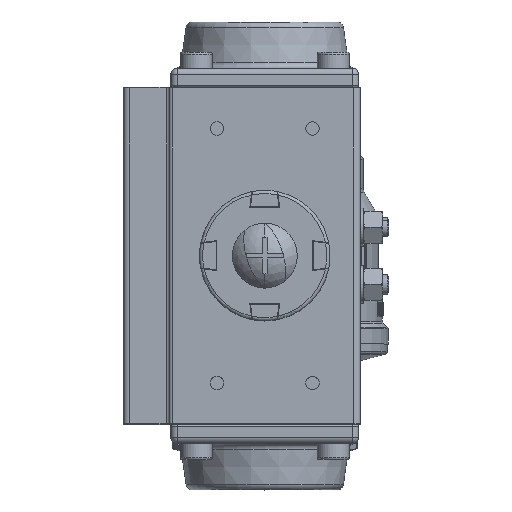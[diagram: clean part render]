
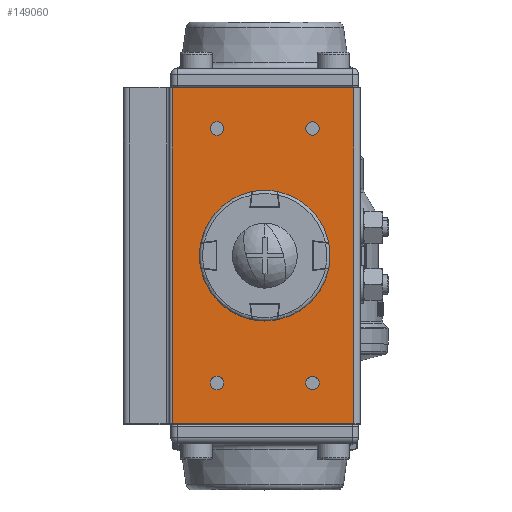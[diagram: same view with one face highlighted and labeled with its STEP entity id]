
A CAD part, top view. The second image highlights one B-rep face of the part: STEP entity #149060.
In plain terms, the highlighted planar face has unit normal (0, 0, 1).
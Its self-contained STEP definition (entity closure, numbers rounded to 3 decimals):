
#148921=CARTESIAN_POINT('',(28.,53.,134.));
#148922=DIRECTION('',(0.,0.,-1.));
#148923=DIRECTION('',(0.,-1.,-0.));
#148924=AXIS2_PLACEMENT_3D('',#148921,#148922,#148923);
#148925=PLANE('',#148924);
#148926=CARTESIAN_POINT('',(15.,-37.9,134.));
#148927=VERTEX_POINT('',#148926);
#148928=CARTESIAN_POINT('',(15.,-42.1,134.));
#148929=VERTEX_POINT('',#148928);
#148930=CARTESIAN_POINT('',(15.,-40.,134.));
#148931=DIRECTION('',(0.,-0.,1.));
#148932=DIRECTION('',(0.,1.,0.));
#148933=AXIS2_PLACEMENT_3D('',#148930,#148931,#148932);
#148934=CIRCLE('',#148933,2.1);
#148935=EDGE_CURVE('NONE',#148927,#148929,#148934,.T.);
#148936=ORIENTED_EDGE('',*,*,#148935,.F.);
#148937=CARTESIAN_POINT('',(15.,-40.,134.));
#148938=DIRECTION('',(0.,-0.,1.));
#148939=DIRECTION('',(0.,1.,0.));
#148940=AXIS2_PLACEMENT_3D('',#148937,#148938,#148939);
#148941=CIRCLE('',#148940,2.1);
#148942=EDGE_CURVE('NONE',#148929,#148927,#148941,.T.);
#148943=ORIENTED_EDGE('',*,*,#148942,.F.);
#148944=EDGE_LOOP('',(#148936,#148943));
#148945=FACE_BOUND('',#148944,.T.);
#148946=CARTESIAN_POINT('',(-15.,-37.9,134.));
#148947=VERTEX_POINT('',#148946);
#148948=CARTESIAN_POINT('',(-15.,-42.1,134.));
#148949=VERTEX_POINT('',#148948);
#148950=CARTESIAN_POINT('',(-15.,-40.,134.));
#148951=DIRECTION('',(0.,-0.,1.));
#148952=DIRECTION('',(0.,1.,0.));
#148953=AXIS2_PLACEMENT_3D('',#148950,#148951,#148952);
#148954=CIRCLE('',#148953,2.1);
#148955=EDGE_CURVE('NONE',#148947,#148949,#148954,.T.);
#148956=ORIENTED_EDGE('',*,*,#148955,.F.);
#148957=CARTESIAN_POINT('',(-15.,-40.,134.));
#148958=DIRECTION('',(0.,-0.,1.));
#148959=DIRECTION('',(0.,1.,0.));
#148960=AXIS2_PLACEMENT_3D('',#148957,#148958,#148959);
#148961=CIRCLE('',#148960,2.1);
#148962=EDGE_CURVE('NONE',#148949,#148947,#148961,.T.);
#148963=ORIENTED_EDGE('',*,*,#148962,.F.);
#148964=EDGE_LOOP('',(#148956,#148963));
#148965=FACE_BOUND('',#148964,.T.);
#148966=CARTESIAN_POINT('',(-15.,42.1,134.));
#148967=VERTEX_POINT('',#148966);
#148968=CARTESIAN_POINT('',(-15.,37.9,134.));
#148969=VERTEX_POINT('',#148968);
#148970=CARTESIAN_POINT('',(-15.,40.,134.));
#148971=DIRECTION('',(0.,-0.,1.));
#148972=DIRECTION('',(0.,1.,0.));
#148973=AXIS2_PLACEMENT_3D('',#148970,#148971,#148972);
#148974=CIRCLE('',#148973,2.1);
#148975=EDGE_CURVE('NONE',#148967,#148969,#148974,.T.);
#148976=ORIENTED_EDGE('',*,*,#148975,.F.);
#148977=CARTESIAN_POINT('',(-15.,40.,134.));
#148978=DIRECTION('',(0.,-0.,1.));
#148979=DIRECTION('',(0.,1.,0.));
#148980=AXIS2_PLACEMENT_3D('',#148977,#148978,#148979);
#148981=CIRCLE('',#148980,2.1);
#148982=EDGE_CURVE('NONE',#148969,#148967,#148981,.T.);
#148983=ORIENTED_EDGE('',*,*,#148982,.F.);
#148984=EDGE_LOOP('',(#148976,#148983));
#148985=FACE_BOUND('',#148984,.T.);
#148986=CARTESIAN_POINT('',(15.,42.1,134.));
#148987=VERTEX_POINT('',#148986);
#148988=CARTESIAN_POINT('',(15.,37.9,134.));
#148989=VERTEX_POINT('',#148988);
#148990=CARTESIAN_POINT('',(15.,40.,134.));
#148991=DIRECTION('',(0.,-0.,1.));
#148992=DIRECTION('',(0.,1.,0.));
#148993=AXIS2_PLACEMENT_3D('',#148990,#148991,#148992);
#148994=CIRCLE('',#148993,2.1);
#148995=EDGE_CURVE('NONE',#148987,#148989,#148994,.T.);
#148996=ORIENTED_EDGE('',*,*,#148995,.F.);
#148997=CARTESIAN_POINT('',(15.,40.,134.));
#148998=DIRECTION('',(0.,-0.,1.));
#148999=DIRECTION('',(0.,1.,0.));
#149000=AXIS2_PLACEMENT_3D('',#148997,#148998,#148999);
#149001=CIRCLE('',#149000,2.1);
#149002=EDGE_CURVE('NONE',#148989,#148987,#149001,.T.);
#149003=ORIENTED_EDGE('',*,*,#149002,.F.);
#149004=EDGE_LOOP('',(#148996,#149003));
#149005=FACE_BOUND('',#149004,.T.);
#149006=CARTESIAN_POINT('',(-29.,52.786,134.));
#149007=VERTEX_POINT('',#149006);
#149008=CARTESIAN_POINT('',(-29.,-52.787,134.));
#149009=VERTEX_POINT('',#149008);
#149010=CARTESIAN_POINT('',(-29.,52.786,134.));
#149011=DIRECTION('',(0.,-1.,-0.));
#149012=VECTOR('',#149011,105.573);
#149013=LINE('',#149010,#149012);
#149014=EDGE_CURVE('',#149007,#149009,#149013,.T.);
#149015=ORIENTED_EDGE('',*,*,#149014,.T.);
#149016=CARTESIAN_POINT('',(28.,-52.787,134.));
#149017=VERTEX_POINT('',#149016);
#149018=CARTESIAN_POINT('',(-29.,-52.787,134.));
#149019=DIRECTION('',(1.,0.,-0.));
#149020=VECTOR('',#149019,57.);
#149021=LINE('',#149018,#149020);
#149022=EDGE_CURVE('',#149009,#149017,#149021,.T.);
#149023=ORIENTED_EDGE('',*,*,#149022,.T.);
#149024=CARTESIAN_POINT('',(28.,52.786,134.));
#149025=VERTEX_POINT('',#149024);
#149026=CARTESIAN_POINT('',(28.,52.786,134.));
#149027=DIRECTION('',(0.,-1.,-0.));
#149028=VECTOR('',#149027,105.573);
#149029=LINE('',#149026,#149028);
#149030=EDGE_CURVE('',#149025,#149017,#149029,.T.);
#149031=ORIENTED_EDGE('',*,*,#149030,.F.);
#149032=CARTESIAN_POINT('',(28.,52.786,134.));
#149033=DIRECTION('',(-1.,-0.,0.));
#149034=VECTOR('',#149033,57.);
#149035=LINE('',#149032,#149034);
#149036=EDGE_CURVE('',#149025,#149007,#149035,.T.);
#149037=ORIENTED_EDGE('',*,*,#149036,.T.);
#149038=EDGE_LOOP('',(#149015,#149023,#149031,#149037));
#149039=FACE_BOUND('',#149038,.T.);
#149040=CARTESIAN_POINT('',(0.,7.,134.));
#149041=VERTEX_POINT('',#149040);
#149042=CARTESIAN_POINT('',(0.,-7.,134.));
#149043=VERTEX_POINT('',#149042);
#149044=CARTESIAN_POINT('',(0.,0.,134.));
#149045=DIRECTION('',(0.,0.,-1.));
#149046=DIRECTION('',(0.,1.,0.));
#149047=AXIS2_PLACEMENT_3D('',#149044,#149045,#149046);
#149048=CIRCLE('',#149047,7.);
#149049=EDGE_CURVE('',#149041,#149043,#149048,.T.);
#149050=ORIENTED_EDGE('',*,*,#149049,.T.);
#149051=CARTESIAN_POINT('',(0.,0.,134.));
#149052=DIRECTION('',(0.,0.,-1.));
#149053=DIRECTION('',(0.,1.,0.));
#149054=AXIS2_PLACEMENT_3D('',#149051,#149052,#149053);
#149055=CIRCLE('',#149054,7.);
#149056=EDGE_CURVE('',#149043,#149041,#149055,.T.);
#149057=ORIENTED_EDGE('',*,*,#149056,.T.);
#149058=EDGE_LOOP('',(#149050,#149057));
#149059=FACE_BOUND('',#149058,.T.);
#149060=ADVANCED_FACE('',(#148945,#148965,#148985,#149005,#149039,#149059),#148925,.F.);
